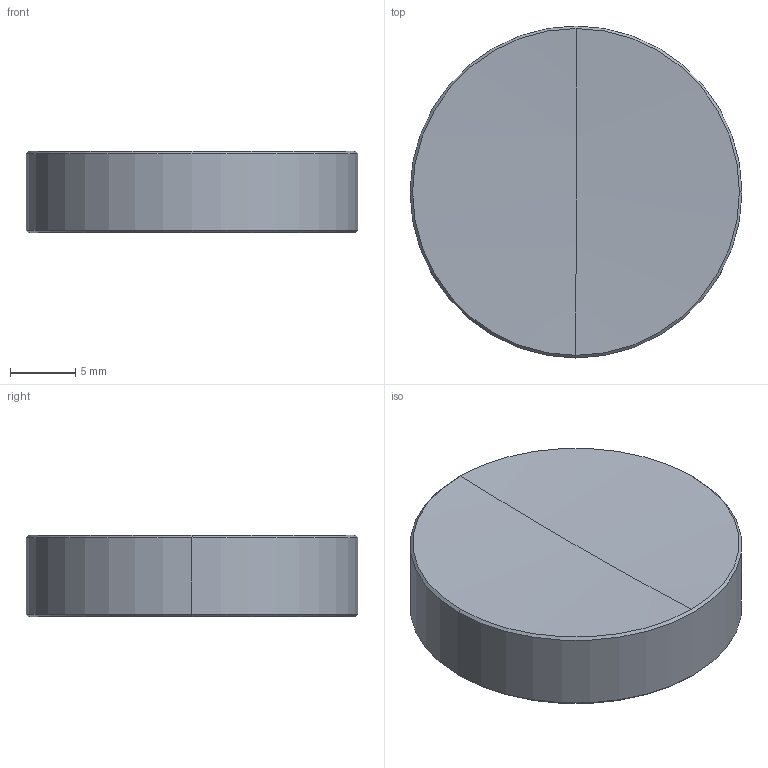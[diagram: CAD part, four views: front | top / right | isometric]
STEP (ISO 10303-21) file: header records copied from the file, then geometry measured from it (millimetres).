
FILE_DESCRIPTION (( 'STEP AP203' ), '1' );
FILE_NAME ('TTN153272-E0W.STEP', '2018-12-17T20:20:01', ( '' ), ( '' ), 'SwSTEP 2.0', 'SolidWorks 2018', '' );
FILE_SCHEMA (( 'CONFIG_CONTROL_DESIGN' ));
Length unit declared in the file: millimetre
Products named in the file (1): TTN153272-E0W
Bounding box: 25.4 x 25.4 x 6.26 mm (x, y, z)
Volume: 3105.3 mm3; surface area: 1494.8 mm2
Topology: 1 solids, 1 shells, 40 faces, 289 edges, 282 vertices
Faces by surface type: plane 32, cone 4, sphere 2, cylinder 2
Entity records: 4040 total; most frequent: CARTESIAN_POINT 1828, ORIENTED_EDGE 578, EDGE_CURVE 289, VERTEX_POINT 282, DIRECTION 262, LINE 156, VECTOR 156, B_SPLINE_CURVE_WITH_KNOTS 121
